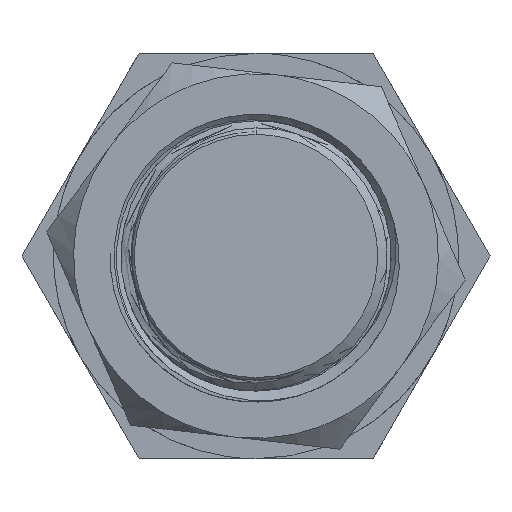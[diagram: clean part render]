
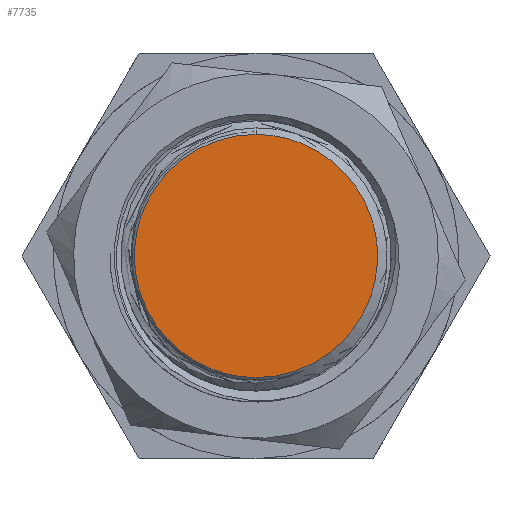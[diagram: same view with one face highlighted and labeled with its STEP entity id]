
A CAD part, left-side view. The second image highlights one B-rep face of the part: STEP entity #7735.
In plain terms, the highlighted free-form (B-spline) face has degree [1, 1] with [2, 2] control points.
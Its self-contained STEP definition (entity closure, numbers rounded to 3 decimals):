
#185 = EDGE_CURVE('',#186,#188,#190,.T.);
#186 = VERTEX_POINT('',#187);
#187 = CARTESIAN_POINT('',(-64.555,-4.582,
    -16.023));
#188 = VERTEX_POINT('',#189);
#189 = CARTESIAN_POINT('',(-64.555,-4.582,
    -37.901));
#190 = ( BOUNDED_CURVE() B_SPLINE_CURVE(2,(#191,#192,#193,#194,#195),
.UNSPECIFIED.,.F.,.F.) B_SPLINE_CURVE_WITH_KNOTS((3,2,3),(0.,
1.571,3.142),.PIECEWISE_BEZIER_KNOTS.) CURVE() 
GEOMETRIC_REPRESENTATION_ITEM() RATIONAL_B_SPLINE_CURVE((1.,
0.707,1.,0.707,1.)) REPRESENTATION_ITEM('') );
#191 = CARTESIAN_POINT('',(-64.555,-4.582,
    -16.023));
#192 = CARTESIAN_POINT('',(-64.555,6.358,-16.023
    ));
#193 = CARTESIAN_POINT('',(-64.555,6.358,-26.962
    ));
#194 = CARTESIAN_POINT('',(-64.555,6.358,-37.901
    ));
#195 = CARTESIAN_POINT('',(-64.555,-4.582,
    -37.901));
#284 = EDGE_CURVE('',#188,#186,#285,.T.);
#285 = ( BOUNDED_CURVE() B_SPLINE_CURVE(2,(#286,#287,#288,#289,#290),
.UNSPECIFIED.,.F.,.F.) B_SPLINE_CURVE_WITH_KNOTS((3,2,3),(3.142,
4.712,6.283),.PIECEWISE_BEZIER_KNOTS.) CURVE() 
GEOMETRIC_REPRESENTATION_ITEM() RATIONAL_B_SPLINE_CURVE((1.,
0.707,1.,0.707,1.)) REPRESENTATION_ITEM('') );
#286 = CARTESIAN_POINT('',(-64.555,-4.582,
    -37.901));
#287 = CARTESIAN_POINT('',(-64.555,-15.521,
    -37.901));
#288 = CARTESIAN_POINT('',(-64.555,-15.521,
    -26.962));
#289 = CARTESIAN_POINT('',(-64.555,-15.521,
    -16.023));
#290 = CARTESIAN_POINT('',(-64.555,-4.582,
    -16.023));
#7735 = ADVANCED_FACE('',(#7736),#7740,.T.);
#7736 = FACE_BOUND('',#7737,.T.);
#7737 = EDGE_LOOP('',(#7738,#7739));
#7738 = ORIENTED_EDGE('',*,*,#284,.T.);
#7739 = ORIENTED_EDGE('',*,*,#185,.T.);
#7740 = B_SPLINE_SURFACE_WITH_KNOTS('',1,1,(
    (#7741,#7742)
    ,(#7743,#7744
    )),.UNSPECIFIED.,.F.,.F.,.F.,(2,2),(2,2),(-9.,9.),(-9.,9.),
  .PIECEWISE_BEZIER_KNOTS.);
#7741 = CARTESIAN_POINT('',(-64.555,-15.521,
    -37.901));
#7742 = CARTESIAN_POINT('',(-64.555,6.358,
    -37.901));
#7743 = CARTESIAN_POINT('',(-64.555,-15.521,
    -16.023));
#7744 = CARTESIAN_POINT('',(-64.555,6.358,
    -16.023));
